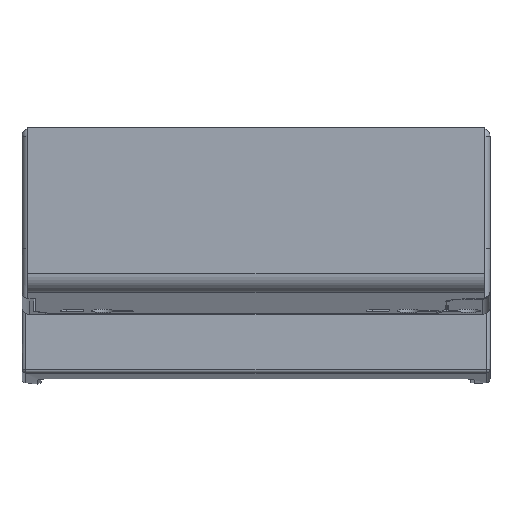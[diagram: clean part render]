
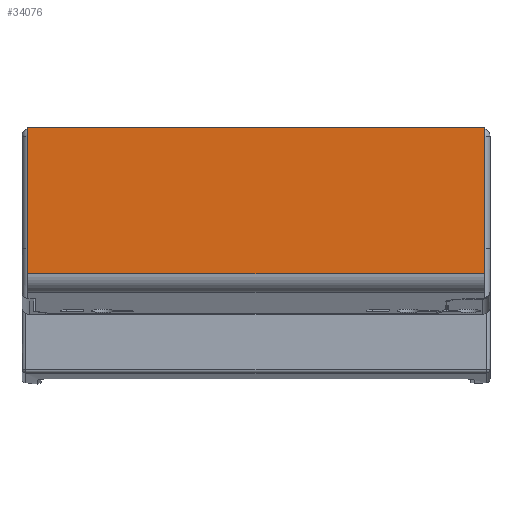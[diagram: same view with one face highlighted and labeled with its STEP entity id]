
A CAD part, front view. The second image highlights one B-rep face of the part: STEP entity #34076.
In plain terms, the highlighted face is planar.
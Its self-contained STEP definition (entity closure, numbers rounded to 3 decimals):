
#1227 = VERTEX_POINT ( 'NONE', #28279 ) ;
#2054 = EDGE_CURVE ( 'NONE', #26485, #9989, #40500, .T. ) ;
#2844 = ORIENTED_EDGE ( 'NONE', *, *, #47803, .F. ) ;
#3233 = EDGE_LOOP ( 'NONE', ( #29858, #8838, #2844, #38727 ) ) ;
#3533 = DIRECTION ( 'NONE',  ( 0., -1., 0. ) ) ;
#8838 = ORIENTED_EDGE ( 'NONE', *, *, #2054, .T. ) ;
#9989 = VERTEX_POINT ( 'NONE', #13718 ) ;
#10136 = DIRECTION ( 'NONE',  ( -1., 0., 0. ) ) ;
#10165 = DIRECTION ( 'NONE',  ( 0., 0., -1. ) ) ;
#10444 = EDGE_CURVE ( 'NONE', #37654, #26485, #29481, .T. ) ;
#10581 = CARTESIAN_POINT ( 'NONE',  ( 118., 100., 64.029 ) ) ;
#10617 = LINE ( 'NONE', #44881, #51810 ) ;
#11695 = AXIS2_PLACEMENT_3D ( 'NONE', #11733, #3533, #19518 ) ;
#11733 = CARTESIAN_POINT ( 'NONE',  ( 0., 100., 36. ) ) ;
#12975 = EDGE_CURVE ( 'NONE', #37654, #1227, #27668, .T. ) ;
#13309 = VECTOR ( 'NONE', #26751, 1000. ) ;
#13718 = CARTESIAN_POINT ( 'NONE',  ( 0., 100., 26.325 ) ) ;
#14283 = VECTOR ( 'NONE', #10136, 1000. ) ;
#19471 = FACE_OUTER_BOUND ( 'NONE', #3233, .T. ) ;
#19518 = DIRECTION ( 'NONE',  ( 0., 0., -1. ) ) ;
#22555 = CARTESIAN_POINT ( 'NONE',  ( 118., 100., 36. ) ) ;
#26122 = CARTESIAN_POINT ( 'NONE',  ( 0., 100., 26.325 ) ) ;
#26485 = VERTEX_POINT ( 'NONE', #43026 ) ;
#26751 = DIRECTION ( 'NONE',  ( 0., 0., -1. ) ) ;
#27668 = LINE ( 'NONE', #43588, #43317 ) ;
#28279 = CARTESIAN_POINT ( 'NONE',  ( 0., 100., 64.029 ) ) ;
#29481 = LINE ( 'NONE', #22555, #13309 ) ;
#29858 = ORIENTED_EDGE ( 'NONE', *, *, #10444, .T. ) ;
#34076 = ADVANCED_FACE ( 'NONE', ( #19471 ), #51182, .F. ) ;
#35226 = DIRECTION ( 'NONE',  ( -1., 0., 0. ) ) ;
#37654 = VERTEX_POINT ( 'NONE', #10581 ) ;
#38727 = ORIENTED_EDGE ( 'NONE', *, *, #12975, .F. ) ;
#40500 = LINE ( 'NONE', #26122, #14283 ) ;
#43026 = CARTESIAN_POINT ( 'NONE',  ( 118., 100., 26.325 ) ) ;
#43317 = VECTOR ( 'NONE', #35226, 1000. ) ;
#43588 = CARTESIAN_POINT ( 'NONE',  ( 152.596, 100., 64.029 ) ) ;
#44881 = CARTESIAN_POINT ( 'NONE',  ( 0., 100., 36. ) ) ;
#47803 = EDGE_CURVE ( 'NONE', #1227, #9989, #10617, .T. ) ;
#51182 = PLANE ( 'NONE',  #11695 ) ;
#51810 = VECTOR ( 'NONE', #10165, 1000. ) ;
